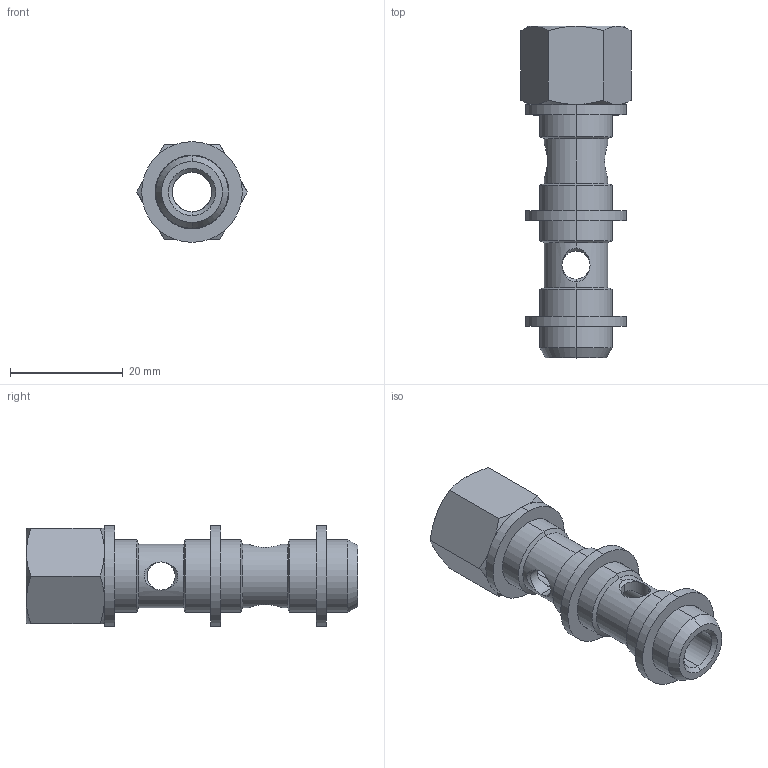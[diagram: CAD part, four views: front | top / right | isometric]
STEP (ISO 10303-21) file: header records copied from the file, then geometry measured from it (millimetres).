
FILE_DESCRIPTION (( 'STEP AP203' ), '1' );
FILE_NAME ('A0240002.STEP', '2009-12-04T14:44:05', ( 'Gabriele' ), ( 'C.Matic srl' ), 'SwSTEP 2.0', 'SolidWorks 2009', '' );
FILE_SCHEMA (( 'CONFIG_CONTROL_DESIGN' ));
Length unit declared in the file: millimetre
Products named in the file (3): 001-A112; A0240002; 003-0047
Assembly tree (4 placements, depth 2):
  A0240002
    003-0047  x3
    001-A112
Bounding box: 19.63 x 59 x 17.9 mm (x, y, z)
Volume: 6149.8 mm3; surface area: 5635.2 mm2
Topology: 4 solids, 4 shells, 79 faces, 188 edges, 114 vertices
Faces by surface type: cylinder 34, cone 30, plane 15
Entity records: 2921 total; most frequent: CARTESIAN_POINT 1016, ORIENTED_EDGE 328, DIRECTION 322, EDGE_CURVE 164, AXIS2_PLACEMENT_3D 132, VERTEX_POINT 98, EDGE_LOOP 76, FACE_OUTER_BOUND 67
